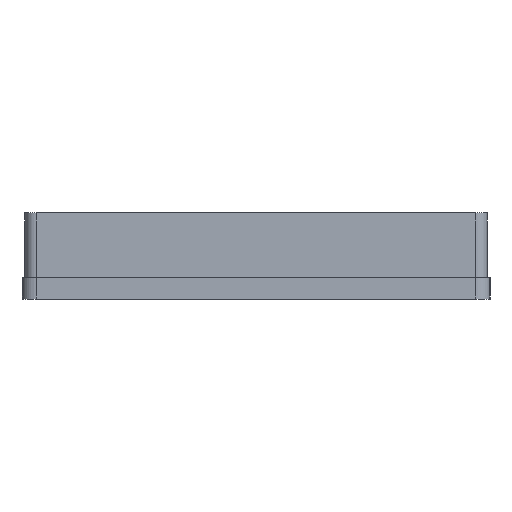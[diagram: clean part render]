
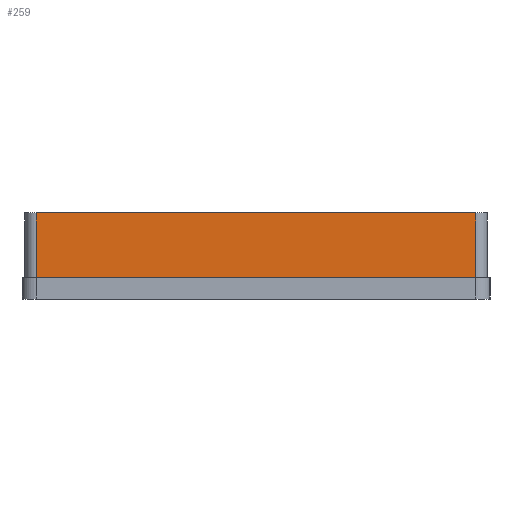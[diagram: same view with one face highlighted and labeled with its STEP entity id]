
A CAD part, left-side view. The second image highlights one B-rep face of the part: STEP entity #259.
In plain terms, the highlighted planar face has unit normal (-1, 0, 0).
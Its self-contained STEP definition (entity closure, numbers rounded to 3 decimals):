
#259=ADVANCED_FACE('',(#477),#387,.F.);
#387=PLANE('',#2766);
#477=FACE_OUTER_BOUND('',#610,.T.);
#610=EDGE_LOOP('',(#931,#932,#933,#934));
#931=ORIENTED_EDGE('',*,*,#1925,.F.);
#932=ORIENTED_EDGE('',*,*,#1926,.T.);
#933=ORIENTED_EDGE('',*,*,#1923,.T.);
#934=ORIENTED_EDGE('',*,*,#1927,.T.);
#1645=VERTEX_POINT('',#4034);
#1646=VERTEX_POINT('',#4036);
#1647=VERTEX_POINT('',#4040);
#1648=VERTEX_POINT('',#4041);
#1923=EDGE_CURVE('',#1646,#1645,#2288,.T.);
#1925=EDGE_CURVE('',#1647,#1648,#2289,.T.);
#1926=EDGE_CURVE('',#1647,#1646,#2290,.T.);
#1927=EDGE_CURVE('',#1645,#1648,#2291,.T.);
#2288=LINE('',#4035,#2584);
#2289=LINE('',#4039,#2585);
#2290=LINE('',#4042,#2586);
#2291=LINE('',#4043,#2587);
#2584=VECTOR('',#3183,1.);
#2585=VECTOR('',#3188,1.);
#2586=VECTOR('',#3189,1.);
#2587=VECTOR('',#3190,1.);
#2766=AXIS2_PLACEMENT_3D('',#4044,#3191,#3192);
#3183=DIRECTION('',(0.,1.,0.));
#3188=DIRECTION('',(0.,1.,0.));
#3189=DIRECTION('',(0.,0.,1.));
#3190=DIRECTION('',(0.,0.,-1.));
#3191=DIRECTION('',(1.,0.,0.));
#3192=DIRECTION('',(0.,0.,-1.));
#4034=CARTESIAN_POINT('',(-31.4,15.3,6.));
#4035=CARTESIAN_POINT('',(-31.4,0.,6.));
#4036=CARTESIAN_POINT('',(-31.4,-15.3,6.));
#4039=CARTESIAN_POINT('',(-31.4,1.5,1.5));
#4040=CARTESIAN_POINT('',(-31.4,-15.3,1.5));
#4041=CARTESIAN_POINT('',(-31.4,15.3,1.5));
#4042=CARTESIAN_POINT('',(-31.4,-15.3,1.5));
#4043=CARTESIAN_POINT('',(-31.4,15.3,1.5));
#4044=CARTESIAN_POINT('',(-31.4,1.5,1.5));
